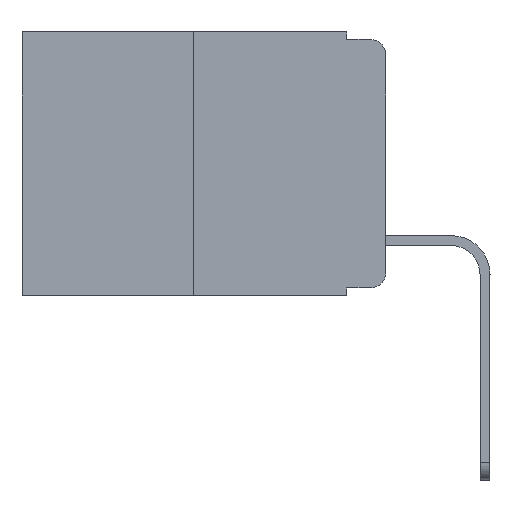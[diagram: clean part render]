
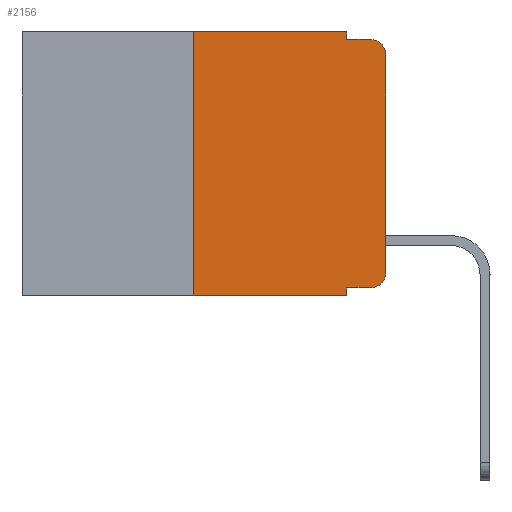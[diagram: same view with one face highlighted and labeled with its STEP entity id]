
A CAD part, left-side view. The second image highlights one B-rep face of the part: STEP entity #2156.
In plain terms, the highlighted planar face has unit normal (-1, 0, 0).
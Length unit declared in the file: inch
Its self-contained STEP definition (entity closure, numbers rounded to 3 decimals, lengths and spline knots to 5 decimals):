
#356 = CARTESIAN_POINT ( 'NONE',  ( 0., 0.051, 0. ) ) ;
#540 = ORIENTED_EDGE ( 'NONE', *, *, #904, .F. ) ;
#581 = EDGE_CURVE ( 'NONE', #9177, #9754, #12970, .T. ) ;
#739 = VECTOR ( 'NONE', #2520, 39.37008 ) ;
#904 = EDGE_CURVE ( 'NONE', #5200, #10054, #11227, .T. ) ;
#1006 = CARTESIAN_POINT ( 'NONE',  ( 0., 0., 0. ) ) ;
#1165 = DIRECTION ( 'NONE',  ( -1., 0., 0. ) ) ;
#1373 = DIRECTION ( 'NONE',  ( 0., -1., 0. ) ) ;
#1859 = CIRCLE ( 'NONE', #4282, 0.02 ) ;
#1993 = CARTESIAN_POINT ( 'NONE',  ( 0., 0.02, -0.01 ) ) ;
#2156 = ADVANCED_FACE ( 'NONE', ( #5073 ), #11088, .F. ) ;
#2520 = DIRECTION ( 'NONE',  ( 0., -1., 0. ) ) ;
#2798 = EDGE_CURVE ( 'NONE', #4105, #9440, #12152, .T. ) ;
#3209 = VECTOR ( 'NONE', #5993, 39.37008 ) ;
#3550 = LINE ( 'NONE', #356, #11282 ) ;
#3573 = CARTESIAN_POINT ( 'NONE',  ( 0., 0.25, -0.343 ) ) ;
#3700 = VECTOR ( 'NONE', #1373, 39.37008 ) ;
#3844 = ORIENTED_EDGE ( 'NONE', *, *, #6057, .F. ) ;
#3889 = LINE ( 'NONE', #7831, #12100 ) ;
#3940 = CARTESIAN_POINT ( 'NONE',  ( 0., 0.02, -0.333 ) ) ;
#4089 = EDGE_CURVE ( 'NONE', #4105, #10054, #10236, .T. ) ;
#4105 = VERTEX_POINT ( 'NONE', #3573 ) ;
#4282 = AXIS2_PLACEMENT_3D ( 'NONE', #11713, #6822, #8714 ) ;
#4431 = EDGE_CURVE ( 'NONE', #9440, #9925, #3889, .T. ) ;
#4729 = EDGE_CURVE ( 'NONE', #8107, #9177, #1859, .T. ) ;
#4871 = ORIENTED_EDGE ( 'NONE', *, *, #4431, .F. ) ;
#4955 = EDGE_LOOP ( 'NONE', ( #5241, #11095, #3844, #8587, #4871, #12927, #8454, #540, #11183, #12052 ) ) ;
#5073 = FACE_OUTER_BOUND ( 'NONE', #4955, .T. ) ;
#5200 = VERTEX_POINT ( 'NONE', #7294 ) ;
#5220 = VECTOR ( 'NONE', #6169, 39.37008 ) ;
#5241 = ORIENTED_EDGE ( 'NONE', *, *, #581, .T. ) ;
#5993 = DIRECTION ( 'NONE',  ( 0., 0., 1. ) ) ;
#6056 = DIRECTION ( 'NONE',  ( 1., 0., 0. ) ) ;
#6057 = EDGE_CURVE ( 'NONE', #7800, #12042, #9259, .T. ) ;
#6080 = DIRECTION ( 'NONE',  ( 0., 0., -1. ) ) ;
#6169 = DIRECTION ( 'NONE',  ( 0., 0., 1. ) ) ;
#6438 = CARTESIAN_POINT ( 'NONE',  ( 0., 0.051, -0.333 ) ) ;
#6503 = VECTOR ( 'NONE', #6080, 39.37008 ) ;
#6695 = CARTESIAN_POINT ( 'NONE',  ( 0., 0.051, -0.01 ) ) ;
#6706 = LINE ( 'NONE', #6438, #3700 ) ;
#6822 = DIRECTION ( 'NONE',  ( -1., 0., 0. ) ) ;
#7035 = EDGE_CURVE ( 'NONE', #5200, #8107, #6706, .T. ) ;
#7081 = DIRECTION ( 'NONE',  ( 0., 0., -1. ) ) ;
#7109 = CARTESIAN_POINT ( 'NONE',  ( 0., 0., -0.03 ) ) ;
#7135 = CARTESIAN_POINT ( 'NONE',  ( 0., 0.25, 0. ) ) ;
#7294 = CARTESIAN_POINT ( 'NONE',  ( 0., 0.051, -0.333 ) ) ;
#7447 = CARTESIAN_POINT ( 'NONE',  ( 0., 0.473, -0.343 ) ) ;
#7631 = AXIS2_PLACEMENT_3D ( 'NONE', #8126, #1165, #8172 ) ;
#7785 = CARTESIAN_POINT ( 'NONE',  ( 0., 0., -0.313 ) ) ;
#7800 = VERTEX_POINT ( 'NONE', #6695 ) ;
#7831 = CARTESIAN_POINT ( 'NONE',  ( 0., 0.473, 0. ) ) ;
#8107 = VERTEX_POINT ( 'NONE', #3940 ) ;
#8126 = CARTESIAN_POINT ( 'NONE',  ( 0., 0.02, -0.03 ) ) ;
#8172 = DIRECTION ( 'NONE',  ( 0., 0., -1. ) ) ;
#8302 = EDGE_CURVE ( 'NONE', #9925, #7800, #3550, .T. ) ;
#8454 = ORIENTED_EDGE ( 'NONE', *, *, #4089, .T. ) ;
#8587 = ORIENTED_EDGE ( 'NONE', *, *, #8302, .F. ) ;
#8714 = DIRECTION ( 'NONE',  ( 0., 0., -1. ) ) ;
#9033 = CARTESIAN_POINT ( 'NONE',  ( 0., 0.051, 0. ) ) ;
#9177 = VERTEX_POINT ( 'NONE', #7785 ) ;
#9259 = LINE ( 'NONE', #11943, #10990 ) ;
#9440 = VERTEX_POINT ( 'NONE', #7135 ) ;
#9662 = CARTESIAN_POINT ( 'NONE',  ( 0., 0.051, -0.343 ) ) ;
#9754 = VERTEX_POINT ( 'NONE', #7109 ) ;
#9925 = VERTEX_POINT ( 'NONE', #11381 ) ;
#10054 = VERTEX_POINT ( 'NONE', #9662 ) ;
#10145 = DIRECTION ( 'NONE',  ( 0., -1., 0. ) ) ;
#10236 = LINE ( 'NONE', #7447, #739 ) ;
#10861 = CIRCLE ( 'NONE', #7631, 0.02 ) ;
#10990 = VECTOR ( 'NONE', #12948, 39.37008 ) ;
#11088 = PLANE ( 'NONE',  #11348 ) ;
#11095 = ORIENTED_EDGE ( 'NONE', *, *, #12728, .T. ) ;
#11183 = ORIENTED_EDGE ( 'NONE', *, *, #7035, .T. ) ;
#11227 = LINE ( 'NONE', #9033, #6503 ) ;
#11282 = VECTOR ( 'NONE', #12494, 39.37008 ) ;
#11330 = CARTESIAN_POINT ( 'NONE',  ( 0., 0.25, 0. ) ) ;
#11348 = AXIS2_PLACEMENT_3D ( 'NONE', #12095, #6056, #7081 ) ;
#11381 = CARTESIAN_POINT ( 'NONE',  ( 0., 0.051, 0. ) ) ;
#11713 = CARTESIAN_POINT ( 'NONE',  ( 0., 0.02, -0.313 ) ) ;
#11943 = CARTESIAN_POINT ( 'NONE',  ( 0., 0.051, -0.01 ) ) ;
#12042 = VERTEX_POINT ( 'NONE', #1993 ) ;
#12052 = ORIENTED_EDGE ( 'NONE', *, *, #4729, .T. ) ;
#12095 = CARTESIAN_POINT ( 'NONE',  ( 0., 0.473, 0. ) ) ;
#12100 = VECTOR ( 'NONE', #10145, 39.37008 ) ;
#12152 = LINE ( 'NONE', #11330, #5220 ) ;
#12494 = DIRECTION ( 'NONE',  ( 0., 0., -1. ) ) ;
#12728 = EDGE_CURVE ( 'NONE', #9754, #12042, #10861, .T. ) ;
#12927 = ORIENTED_EDGE ( 'NONE', *, *, #2798, .F. ) ;
#12948 = DIRECTION ( 'NONE',  ( 0., -1., 0. ) ) ;
#12970 = LINE ( 'NONE', #1006, #3209 ) ;
